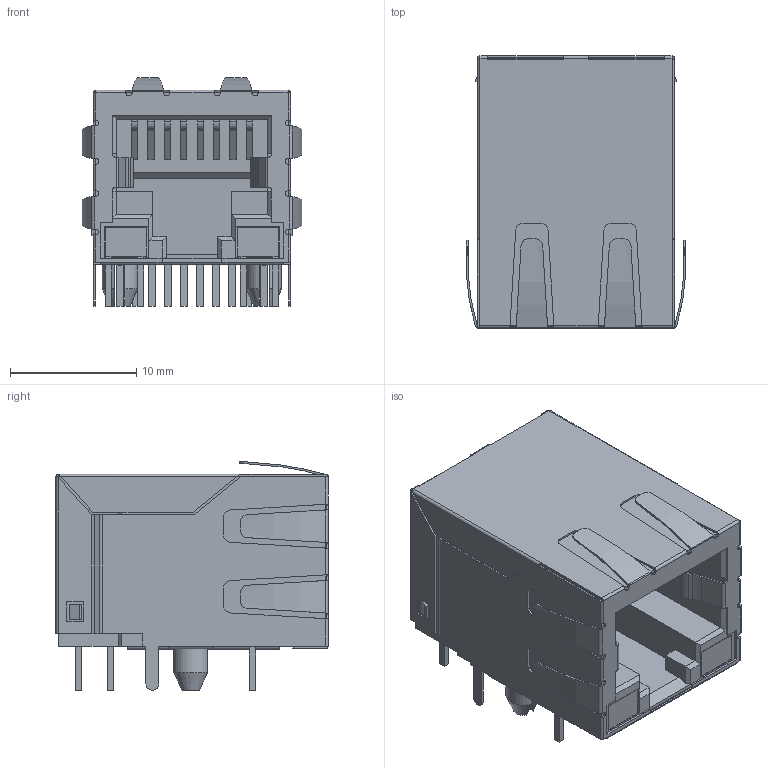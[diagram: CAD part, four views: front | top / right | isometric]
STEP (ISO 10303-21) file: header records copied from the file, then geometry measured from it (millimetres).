
FILE_DESCRIPTION(('FreeCAD Model'),'2;1');
FILE_NAME('Open CASCADE Shape Model','2024-03-25T17:50:16',(''),(''), 'Open CASCADE STEP processor 7.6','FreeCAD','Unknown');
FILE_SCHEMA(('AUTOMOTIVE_DESIGN { 1 0 10303 214 1 1 1 1 }'));
Length unit declared in the file: millimetre
Products named in the file (7): RJ1; RJ45-TH_48F-01GY2DPL2NL; COMPOUND005; COMPOUND001; COMPOUND002; COMPOUND003; COMPOUND004
Assembly tree (6 placements, depth 4):
  RJ1
    RJ45-TH_48F-01GY2DPL2NL
      COMPOUND005
        COMPOUND001
        COMPOUND002
        COMPOUND003
        COMPOUND004
Bounding box: 17.44 x 21.6 x 18.13 mm (x, y, z)
Volume: 3241.4 mm3; surface area: 5270.5 mm2
Topology: 4 solids, 4 shells, 752 faces, 2085 edges, 1362 vertices
Faces by surface type: plane 521, cylinder 152, extrusion 73, cone 4, sphere 2
Entity records: 30108 total; most frequent: CARTESIAN_POINT 5708, ORIENTED_EDGE 4170, DIRECTION 3510, EDGE_CURVE 2085, VECTOR 1690, LINE 1617, VERTEX_POINT 1362, AXIS2_PLACEMENT_3D 910
